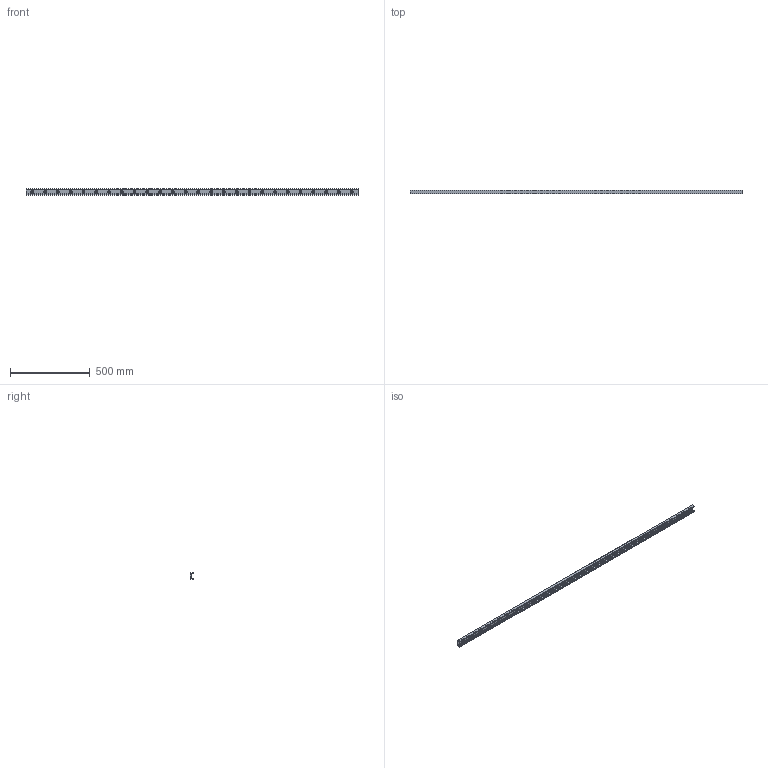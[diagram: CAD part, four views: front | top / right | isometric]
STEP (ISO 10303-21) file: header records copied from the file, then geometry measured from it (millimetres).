
FILE_DESCRIPTION((''),'2;1');
FILE_NAME('LCX 43-2080.C.stp','2016-04-28T09:32:59',('MRathmann'),(''),'Autodesk Inventor 2012','Autodesk Inventor 2012','');
FILE_SCHEMA(('CONFIG_CONTROL_DESIGN'));
Length unit declared in the file: millimetre
Products named in the file (1): LCX 43-2080.C
Bounding box: 2080 x 21 x 43 mm (x, y, z)
Volume: 702023 mm3; surface area: 333434.7 mm2
Topology: 1 solids, 1 shells, 106 faces, 260 edges, 182 vertices
Faces by surface type: cylinder 65, plane 41
Full cylindrical faces by diameter (mm): 10.5 x26, 18 x26
Entity records: 2858 total; most frequent: DIRECTION 526, CARTESIAN_POINT 445, ORIENTED_EDGE 364, AXIS2_PLACEMENT_3D 237, EDGE_LOOP 236, EDGE_CURVE 182, VERTEX_POINT 156, CIRCLE 130
